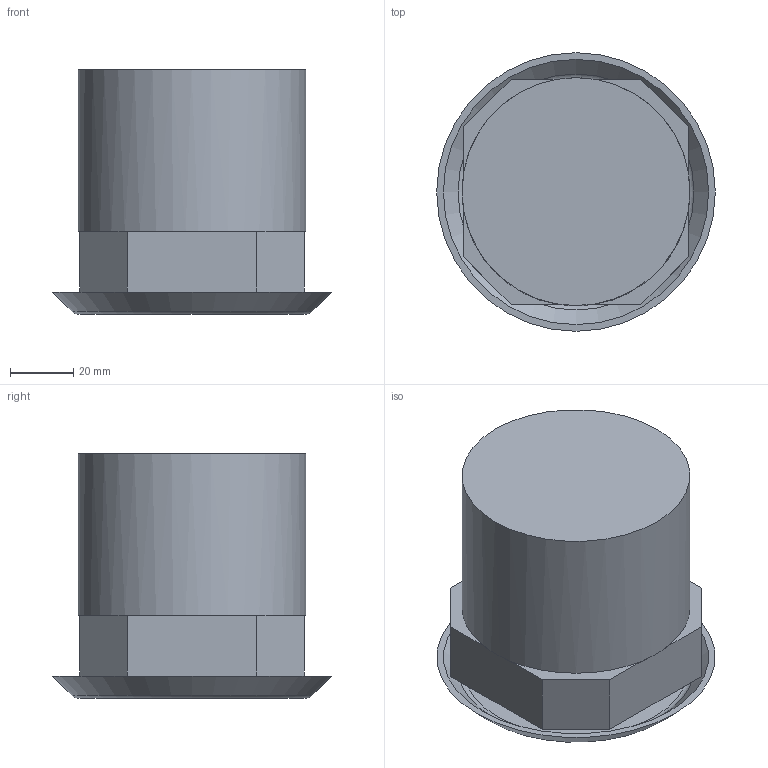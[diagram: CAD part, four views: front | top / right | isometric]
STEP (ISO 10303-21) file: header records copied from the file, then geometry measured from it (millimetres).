
FILE_DESCRIPTION(/* description */ ('Unknown'),/* implementation_level */ '2;1');
FILE_NAME(/* name */ 'SN 9424 RD',/* time_stamp */ '2020-08-27T12:38:55+02:00',/* author */ ('Unknown'),/* organization */ ('Unknown'),/* preprocessor_version */ 'ST-DEVELOPER v16.7',/* originating_system */ 'Solid Edge',/* authorisation */ 'Unknown');
FILE_SCHEMA (('AUTOMOTIVE_DESIGN {1 0 10303 214 3 1 1}'));
Length unit declared in the file: millimetre
Products named in the file (1): SN 9424 RD
Bounding box: 88 x 88 x 77.2 mm (x, y, z)
Volume: 311913.5 mm3; surface area: 39920.9 mm2
Topology: 2 solids, 2 shells, 41 faces, 89 edges, 56 vertices
Faces by surface type: plane 28, cylinder 6, torus 5, cone 2
Full cylindrical faces by diameter (mm): 54 x1, 72 x1
Entity records: 1075 total; most frequent: DIRECTION 190, CARTESIAN_POINT 172, ORIENTED_EDGE 154, EDGE_CURVE 77, AXIS2_PLACEMENT_3D 71, EDGE_LOOP 54, FACE_BOUND 54, VERTEX_POINT 53
